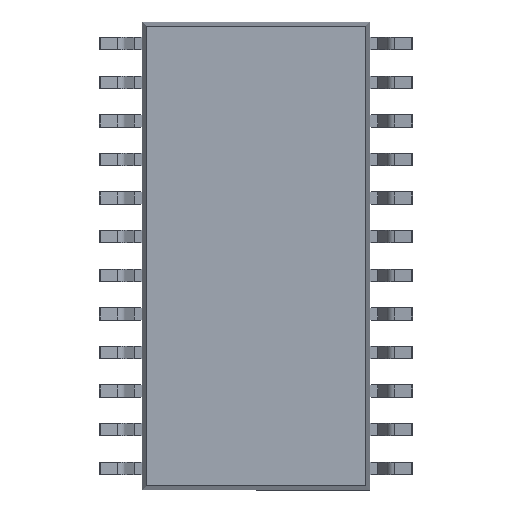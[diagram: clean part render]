
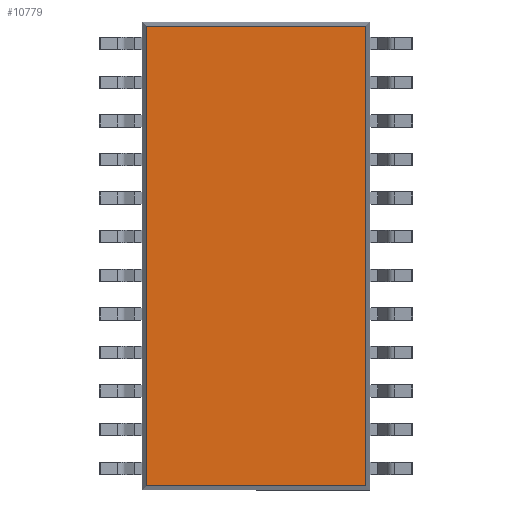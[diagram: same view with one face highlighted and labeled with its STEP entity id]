
A CAD part, front view. The second image highlights one B-rep face of the part: STEP entity #10779.
In plain terms, the highlighted planar face has unit normal (0, -1, 0).
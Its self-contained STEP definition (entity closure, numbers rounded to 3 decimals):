
#276 = EDGE_CURVE ( 'NONE', #1908, #6882, #2516, .T. ) ;
#395 = CARTESIAN_POINT ( 'NONE',  ( 3.75, 0.3, 7.553 ) ) ;
#474 = FACE_OUTER_BOUND ( 'NONE', #9964, .T. ) ;
#1074 = CARTESIAN_POINT ( 'NONE',  ( 3.603, 0.3, -7.7 ) ) ;
#1117 = ORIENTED_EDGE ( 'NONE', *, *, #276, .T. ) ;
#1121 = DIRECTION ( 'NONE',  ( 1., 0., 0. ) ) ;
#1514 = VECTOR ( 'NONE', #6782, 1000. ) ;
#1908 = VERTEX_POINT ( 'NONE', #9483 ) ;
#2169 = CARTESIAN_POINT ( 'NONE',  ( -3.75, 0.3, -7.553 ) ) ;
#2471 = AXIS2_PLACEMENT_3D ( 'NONE', #4969, #7329, #10796 ) ;
#2516 = LINE ( 'NONE', #2169, #6400 ) ;
#2658 = VERTEX_POINT ( 'NONE', #4734 ) ;
#3260 = PLANE ( 'NONE',  #2471 ) ;
#3796 = EDGE_CURVE ( 'NONE', #10700, #1908, #9241, .T. ) ;
#3903 = LINE ( 'NONE', #1074, #1514 ) ;
#4020 = DIRECTION ( 'NONE',  ( 0., 0., -1. ) ) ;
#4582 = EDGE_CURVE ( 'NONE', #2658, #10700, #5293, .T. ) ;
#4734 = CARTESIAN_POINT ( 'NONE',  ( 3.603, 0.3, 7.553 ) ) ;
#4969 = CARTESIAN_POINT ( 'NONE',  ( 0., 0.3, 0. ) ) ;
#5293 = LINE ( 'NONE', #395, #6851 ) ;
#6306 = ORIENTED_EDGE ( 'NONE', *, *, #4582, .T. ) ;
#6400 = VECTOR ( 'NONE', #1121, 1000. ) ;
#6443 = EDGE_CURVE ( 'NONE', #6882, #2658, #3903, .T. ) ;
#6782 = DIRECTION ( 'NONE',  ( 0., 0., 1. ) ) ;
#6851 = VECTOR ( 'NONE', #8032, 1000. ) ;
#6882 = VERTEX_POINT ( 'NONE', #7230 ) ;
#7230 = CARTESIAN_POINT ( 'NONE',  ( 3.603, 0.3, -7.553 ) ) ;
#7329 = DIRECTION ( 'NONE',  ( 0., -1., 0. ) ) ;
#8032 = DIRECTION ( 'NONE',  ( -1., 0., 0. ) ) ;
#8454 = VECTOR ( 'NONE', #4020, 1000. ) ;
#8973 = CARTESIAN_POINT ( 'NONE',  ( -3.603, 0.3, 7.7 ) ) ;
#9241 = LINE ( 'NONE', #8973, #8454 ) ;
#9483 = CARTESIAN_POINT ( 'NONE',  ( -3.603, 0.3, -7.553 ) ) ;
#9622 = ORIENTED_EDGE ( 'NONE', *, *, #6443, .T. ) ;
#9733 = CARTESIAN_POINT ( 'NONE',  ( -3.603, 0.3, 7.553 ) ) ;
#9964 = EDGE_LOOP ( 'NONE', ( #10690, #1117, #9622, #6306 ) ) ;
#10690 = ORIENTED_EDGE ( 'NONE', *, *, #3796, .T. ) ;
#10700 = VERTEX_POINT ( 'NONE', #9733 ) ;
#10779 = ADVANCED_FACE ( 'NONE', ( #474 ), #3260, .T. ) ;
#10796 = DIRECTION ( 'NONE',  ( 0., 0., -1. ) ) ;
